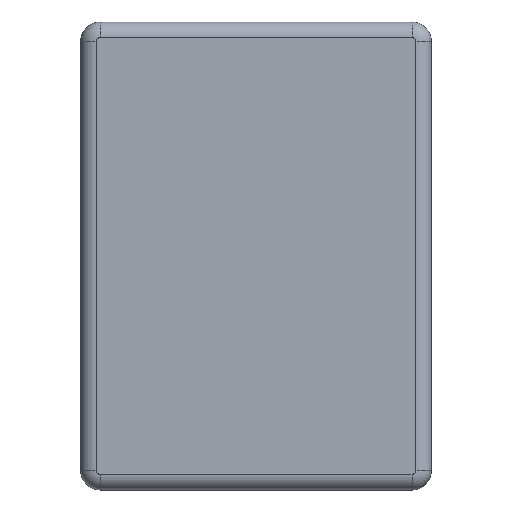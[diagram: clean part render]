
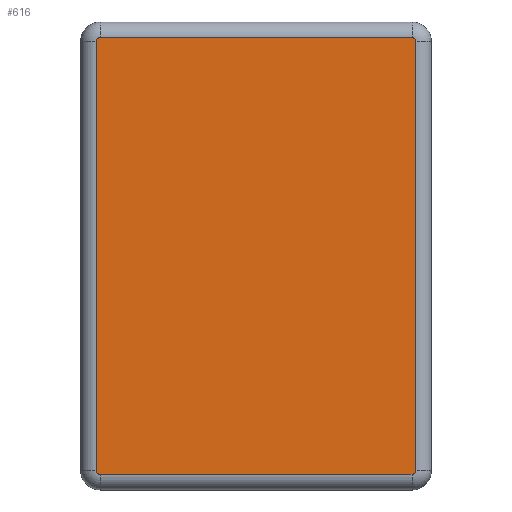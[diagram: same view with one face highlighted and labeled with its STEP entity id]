
A CAD part, front view. The second image highlights one B-rep face of the part: STEP entity #616.
In plain terms, the highlighted planar face has unit normal (0, -1, 0).
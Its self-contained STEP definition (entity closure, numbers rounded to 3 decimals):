
#120 = EDGE_CURVE ( 'NONE', #446, #448, #514, .T. ) ;
#121 = EDGE_CURVE ( 'NONE', #446, #447, #1294, .T. ) ;
#122 = EDGE_CURVE ( 'NONE', #449, #448, #1297, .T. ) ;
#123 = EDGE_CURVE ( 'NONE', #449, #450, #515, .T. ) ;
#124 = EDGE_CURVE ( 'NONE', #451, #450, #1299, .T. ) ;
#125 = EDGE_CURVE ( 'NONE', #451, #452, #516, .T. ) ;
#126 = EDGE_CURVE ( 'NONE', #453, #452, #1302, .T. ) ;
#127 = EDGE_CURVE ( 'NONE', #453, #447, #517, .T. ) ;
#247 = EDGE_LOOP ( 'NONE', ( #322, #318, #319, #317, #316, #315, #314, #313 ) ) ;
#313 = ORIENTED_EDGE ( 'NONE', *, *, #127, .T. ) ;
#314 = ORIENTED_EDGE ( 'NONE', *, *, #126, .F. ) ;
#315 = ORIENTED_EDGE ( 'NONE', *, *, #125, .T. ) ;
#316 = ORIENTED_EDGE ( 'NONE', *, *, #124, .F. ) ;
#317 = ORIENTED_EDGE ( 'NONE', *, *, #123, .T. ) ;
#318 = ORIENTED_EDGE ( 'NONE', *, *, #120, .T. ) ;
#319 = ORIENTED_EDGE ( 'NONE', *, *, #122, .F. ) ;
#322 = ORIENTED_EDGE ( 'NONE', *, *, #121, .F. ) ;
#446 = VERTEX_POINT ( 'NONE', #947 ) ;
#447 = VERTEX_POINT ( 'NONE', #953 ) ;
#448 = VERTEX_POINT ( 'NONE', #952 ) ;
#449 = VERTEX_POINT ( 'NONE', #951 ) ;
#450 = VERTEX_POINT ( 'NONE', #950 ) ;
#451 = VERTEX_POINT ( 'NONE', #949 ) ;
#452 = VERTEX_POINT ( 'NONE', #966 ) ;
#453 = VERTEX_POINT ( 'NONE', #965 ) ;
#514 = LINE ( 'NONE', #929, #1295 ) ;
#515 = LINE ( 'NONE', #730, #1300 ) ;
#516 = LINE ( 'NONE', #697, #1304 ) ;
#517 = LINE ( 'NONE', #716, #1306 ) ;
#538 = FACE_OUTER_BOUND ( 'NONE', #247, .T. ) ;
#616 = ADVANCED_FACE ( 'NONE', ( #538 ), #741, .T. ) ;
#693 = DIRECTION ( 'NONE',  ( 0., 0., 1. ) ) ;
#694 = DIRECTION ( 'NONE',  ( 0., 0., -1. ) ) ;
#695 = DIRECTION ( 'NONE',  ( 0., 1., 0. ) ) ;
#696 = CARTESIAN_POINT ( 'NONE',  ( 20., 0., -27.5 ) ) ;
#697 = CARTESIAN_POINT ( 'NONE',  ( 22.5, 0., -28. ) ) ;
#698 = DIRECTION ( 'NONE',  ( 1., 0., 0. ) ) ;
#699 = CARTESIAN_POINT ( 'NONE',  ( -20., 0., -27.5 ) ) ;
#700 = DIRECTION ( 'NONE',  ( 0., 1., 0. ) ) ;
#716 = CARTESIAN_POINT ( 'NONE',  ( 20.5, 0., 30. ) ) ;
#720 = DIRECTION ( 'NONE',  ( 0., 0., -1. ) ) ;
#730 = CARTESIAN_POINT ( 'NONE',  ( -20.5, 0., -30. ) ) ;
#731 = DIRECTION ( 'NONE',  ( 0., 0., -1. ) ) ;
#738 = DIRECTION ( 'NONE',  ( 0., 0., -1. ) ) ;
#739 = DIRECTION ( 'NONE',  ( 0., -1., 0. ) ) ;
#740 = CARTESIAN_POINT ( 'NONE',  ( -22.5, 0., -30. ) ) ;
#741 = PLANE ( 'NONE',  #1382 ) ;
#768 = DIRECTION ( 'NONE',  ( 0., 1., 0. ) ) ;
#769 = DIRECTION ( 'NONE',  ( 0., 0., -1. ) ) ;
#770 = DIRECTION ( 'NONE',  ( 0., 1., 0. ) ) ;
#774 = DIRECTION ( 'NONE',  ( 0., 0., -1. ) ) ;
#775 = CARTESIAN_POINT ( 'NONE',  ( -20., 0., 27.5 ) ) ;
#929 = CARTESIAN_POINT ( 'NONE',  ( -22.5, 0., 28. ) ) ;
#933 = DIRECTION ( 'NONE',  ( -1., 0., 0. ) ) ;
#940 = CARTESIAN_POINT ( 'NONE',  ( 20., 0., 27.5 ) ) ;
#947 = CARTESIAN_POINT ( 'NONE',  ( 20., 0., 28. ) ) ;
#949 = CARTESIAN_POINT ( 'NONE',  ( -20., 0., -28. ) ) ;
#950 = CARTESIAN_POINT ( 'NONE',  ( -20.5, 0., -27.5 ) ) ;
#951 = CARTESIAN_POINT ( 'NONE',  ( -20.5, 0., 27.5 ) ) ;
#952 = CARTESIAN_POINT ( 'NONE',  ( -20., 0., 28. ) ) ;
#953 = CARTESIAN_POINT ( 'NONE',  ( 20.5, 0., 27.5 ) ) ;
#965 = CARTESIAN_POINT ( 'NONE',  ( 20.5, 0., -27.5 ) ) ;
#966 = CARTESIAN_POINT ( 'NONE',  ( 20., 0., -28. ) ) ;
#1294 = CIRCLE ( 'NONE', #1296, 0.5 ) ;
#1295 = VECTOR ( 'NONE', #933, 1000. ) ;
#1296 = AXIS2_PLACEMENT_3D ( 'NONE', #940, #770, #769 ) ;
#1297 = CIRCLE ( 'NONE', #1298, 0.5 ) ;
#1298 = AXIS2_PLACEMENT_3D ( 'NONE', #775, #768, #774 ) ;
#1299 = CIRCLE ( 'NONE', #1301, 0.5 ) ;
#1300 = VECTOR ( 'NONE', #731, 1000. ) ;
#1301 = AXIS2_PLACEMENT_3D ( 'NONE', #699, #700, #720 ) ;
#1302 = CIRCLE ( 'NONE', #1305, 0.5 ) ;
#1304 = VECTOR ( 'NONE', #698, 1000. ) ;
#1305 = AXIS2_PLACEMENT_3D ( 'NONE', #696, #695, #694 ) ;
#1306 = VECTOR ( 'NONE', #693, 1000. ) ;
#1382 = AXIS2_PLACEMENT_3D ( 'NONE', #740, #739, #738 ) ;
